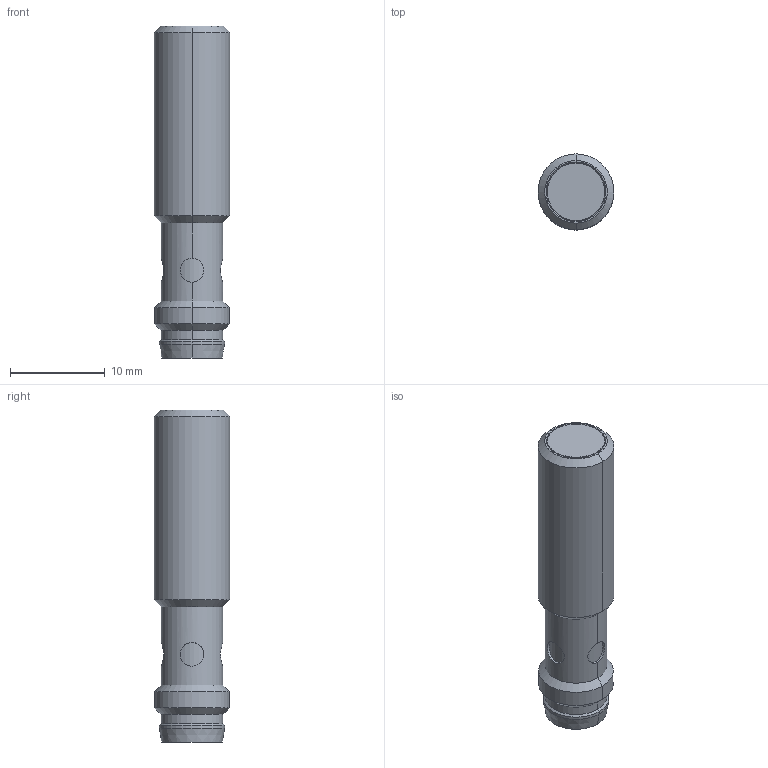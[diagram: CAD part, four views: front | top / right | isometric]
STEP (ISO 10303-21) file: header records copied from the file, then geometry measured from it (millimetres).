
FILE_DESCRIPTION((''),'2;1');
FILE_NAME('CAD-8756_SW0001','2023-07-10T08:24:04',('creinig-se'),(''),'CREO PARAMETRIC BY PTC INC, 2022284','CREO PARAMETRIC BY PTC INC, 2022284','');
FILE_SCHEMA(('CONFIG_CONTROL_DESIGN','SHAPE_APPEARANCE_LAYERS_GROUPS'));
Length unit declared in the file: millimetre
Products named in the file (1): CAD-8756_SW0001
Bounding box: 8 x 8 x 35 mm (x, y, z)
Volume: 1390.7 mm3; surface area: 1234.2 mm2
Topology: 1 solids, 1 shells, 77 faces, 235 edges, 207 vertices
Faces by surface type: cylinder 38, cone 28, sphere 6, plane 5
Entity records: 3634 total; most frequent: CARTESIAN_POINT 854, DIRECTION 461, ORIENTED_EDGE 356, AXIS2_PLACEMENT_3D 178, EDGE_CURVE 178, PRESENTATION_STYLE_ASSIGNMENT 129, STYLED_ITEM 129, VECTOR 105
